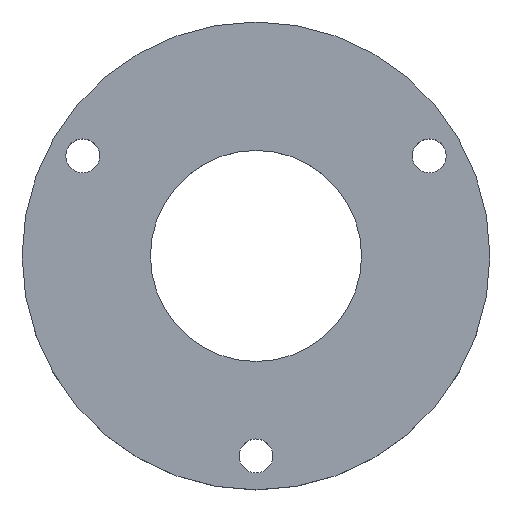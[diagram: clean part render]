
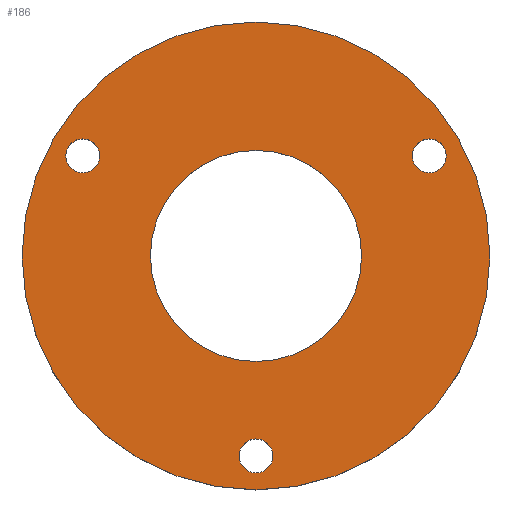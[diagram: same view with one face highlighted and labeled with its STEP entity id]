
A CAD part, top view. The second image highlights one B-rep face of the part: STEP entity #186.
In plain terms, the highlighted planar face has unit normal (0, 0, 1).
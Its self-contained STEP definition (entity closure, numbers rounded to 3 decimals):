
#20=FACE_BOUND('',#55,.T.);
#21=FACE_BOUND('',#56,.T.);
#22=FACE_BOUND('',#57,.T.);
#23=FACE_BOUND('',#58,.T.);
#26=PLANE('',#231);
#38=FACE_OUTER_BOUND('',#54,.T.);
#54=EDGE_LOOP('',(#164));
#55=EDGE_LOOP('',(#165));
#56=EDGE_LOOP('',(#166));
#57=EDGE_LOOP('',(#167));
#58=EDGE_LOOP('',(#168));
#75=CIRCLE('',#208,1.4);
#77=CIRCLE('',#211,1.4);
#79=CIRCLE('',#214,1.4);
#81=CIRCLE('',#217,8.707);
#88=CIRCLE('',#230,19.3);
#89=VERTEX_POINT('',#294);
#91=VERTEX_POINT('',#300);
#93=VERTEX_POINT('',#306);
#95=VERTEX_POINT('',#312);
#102=VERTEX_POINT('',#336);
#103=EDGE_CURVE('',#89,#89,#75,.T.);
#106=EDGE_CURVE('',#91,#91,#77,.T.);
#109=EDGE_CURVE('',#93,#93,#79,.T.);
#112=EDGE_CURVE('',#95,#95,#81,.T.);
#123=EDGE_CURVE('',#102,#102,#88,.T.);
#164=ORIENTED_EDGE('',*,*,#123,.T.);
#165=ORIENTED_EDGE('',*,*,#103,.T.);
#166=ORIENTED_EDGE('',*,*,#106,.T.);
#167=ORIENTED_EDGE('',*,*,#109,.T.);
#168=ORIENTED_EDGE('',*,*,#112,.F.);
#186=ADVANCED_FACE('',(#38,#20,#21,#22,#23),#26,.T.);
#208=AXIS2_PLACEMENT_3D('',#295,#236,#237);
#211=AXIS2_PLACEMENT_3D('',#301,#243,#244);
#214=AXIS2_PLACEMENT_3D('',#307,#250,#251);
#217=AXIS2_PLACEMENT_3D('',#313,#257,#258);
#230=AXIS2_PLACEMENT_3D('',#337,#287,#288);
#231=AXIS2_PLACEMENT_3D('',#339,#290,#291);
#236=DIRECTION('center_axis',(0.,0.,-1.));
#237=DIRECTION('ref_axis',(1.,0.,0.));
#243=DIRECTION('center_axis',(0.,0.,-1.));
#244=DIRECTION('ref_axis',(1.,0.,0.));
#250=DIRECTION('center_axis',(0.,0.,-1.));
#251=DIRECTION('ref_axis',(1.,0.,0.));
#257=DIRECTION('center_axis',(0.,0.,1.));
#258=DIRECTION('ref_axis',(1.,0.,0.));
#287=DIRECTION('center_axis',(0.,0.,1.));
#288=DIRECTION('ref_axis',(1.,0.,0.));
#290=DIRECTION('center_axis',(0.,0.,1.));
#291=DIRECTION('ref_axis',(1.,0.,0.));
#294=CARTESIAN_POINT('',(-14.05,-16.5,5.6));
#295=CARTESIAN_POINT('Origin',(-12.65,-16.5,5.6));
#300=CARTESIAN_POINT('',(-28.339,8.25,5.6));
#301=CARTESIAN_POINT('Origin',(-26.939,8.25,5.6));
#306=CARTESIAN_POINT('',(0.239,8.25,5.6));
#307=CARTESIAN_POINT('Origin',(1.639,8.25,5.6));
#312=CARTESIAN_POINT('',(-21.357,0.,5.6));
#313=CARTESIAN_POINT('Origin',(-12.65,0.,5.6));
#336=CARTESIAN_POINT('',(-31.95,0.,5.6));
#337=CARTESIAN_POINT('Origin',(-12.65,0.,5.6));
#339=CARTESIAN_POINT('Origin',(-3.943,0.,5.6));
